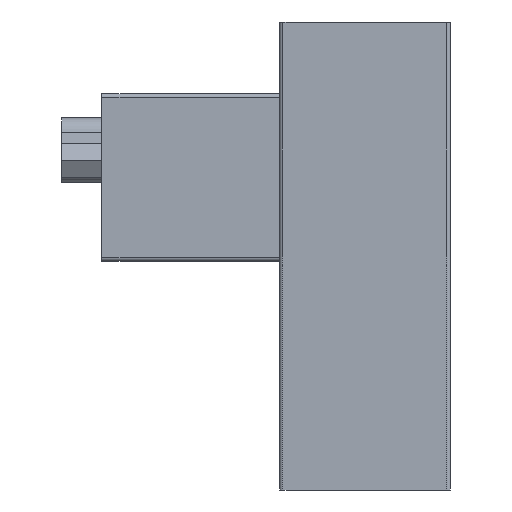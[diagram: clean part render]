
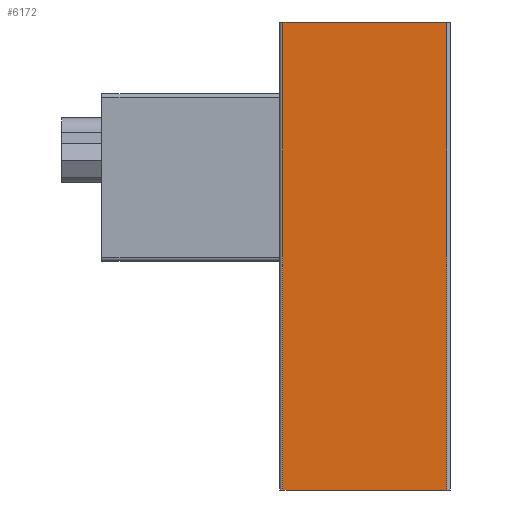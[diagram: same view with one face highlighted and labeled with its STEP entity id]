
A CAD part, left-side view. The second image highlights one B-rep face of the part: STEP entity #6172.
In plain terms, the highlighted planar face has unit normal (-1, 0, 0).
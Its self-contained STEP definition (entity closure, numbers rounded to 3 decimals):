
#258 = VERTEX_POINT ( 'NONE', #6375 ) ;
#526 = VERTEX_POINT ( 'NONE', #3029 ) ;
#574 = LINE ( 'NONE', #672, #777 ) ;
#672 = CARTESIAN_POINT ( 'NONE',  ( 0., 0.5, -66. ) ) ;
#691 = CARTESIAN_POINT ( 'NONE',  ( 0., 0.5, 1.5 ) ) ;
#777 = VECTOR ( 'NONE', #5905, 1000. ) ;
#842 = DIRECTION ( 'NONE',  ( -1., 0., 0. ) ) ;
#968 = CARTESIAN_POINT ( 'NONE',  ( 0., 24.5, -67. ) ) ;
#977 = LINE ( 'NONE', #2556, #1750 ) ;
#1041 = DIRECTION ( 'NONE',  ( 0., -1., 0. ) ) ;
#1365 = VERTEX_POINT ( 'NONE', #691 ) ;
#1383 = PLANE ( 'NONE',  #2877 ) ;
#1750 = VECTOR ( 'NONE', #3095, 1000. ) ;
#1869 = DIRECTION ( 'NONE',  ( 0., 0., 1. ) ) ;
#1980 = EDGE_CURVE ( 'NONE', #1365, #526, #574, .T. ) ;
#2064 = VERTEX_POINT ( 'NONE', #2702 ) ;
#2229 = VECTOR ( 'NONE', #1041, 1000. ) ;
#2265 = EDGE_CURVE ( 'NONE', #2064, #258, #977, .T. ) ;
#2556 = CARTESIAN_POINT ( 'NONE',  ( 0., 24.5, -66. ) ) ;
#2702 = CARTESIAN_POINT ( 'NONE',  ( 0., 24.5, 1.5 ) ) ;
#2877 = AXIS2_PLACEMENT_3D ( 'NONE', #5977, #842, #1869 ) ;
#3029 = CARTESIAN_POINT ( 'NONE',  ( 0., 0.5, -67. ) ) ;
#3095 = DIRECTION ( 'NONE',  ( 0., 0., -1. ) ) ;
#3718 = ORIENTED_EDGE ( 'NONE', *, *, #5759, .F. ) ;
#3854 = EDGE_CURVE ( 'NONE', #258, #526, #5654, .T. ) ;
#4029 = DIRECTION ( 'NONE',  ( 0., -1., 0. ) ) ;
#4316 = ORIENTED_EDGE ( 'NONE', *, *, #2265, .T. ) ;
#4438 = EDGE_LOOP ( 'NONE', ( #4316, #6378, #5631, #3718 ) ) ;
#5631 = ORIENTED_EDGE ( 'NONE', *, *, #1980, .F. ) ;
#5654 = LINE ( 'NONE', #968, #2229 ) ;
#5759 = EDGE_CURVE ( 'NONE', #2064, #1365, #6055, .T. ) ;
#5905 = DIRECTION ( 'NONE',  ( 0., 0., -1. ) ) ;
#5977 = CARTESIAN_POINT ( 'NONE',  ( 0., 24.5, -66. ) ) ;
#5984 = CARTESIAN_POINT ( 'NONE',  ( 0., 24.5, 1.5 ) ) ;
#6055 = LINE ( 'NONE', #5984, #6250 ) ;
#6172 = ADVANCED_FACE ( 'NONE', ( #6583 ), #1383, .T. ) ;
#6250 = VECTOR ( 'NONE', #4029, 1000. ) ;
#6375 = CARTESIAN_POINT ( 'NONE',  ( 0., 24.5, -67. ) ) ;
#6378 = ORIENTED_EDGE ( 'NONE', *, *, #3854, .T. ) ;
#6583 = FACE_OUTER_BOUND ( 'NONE', #4438, .T. ) ;
